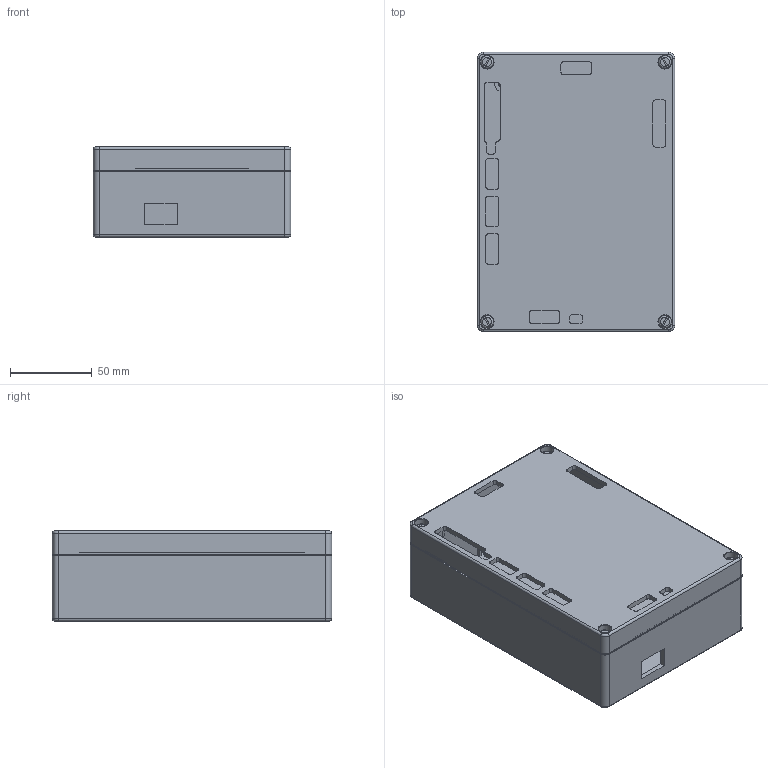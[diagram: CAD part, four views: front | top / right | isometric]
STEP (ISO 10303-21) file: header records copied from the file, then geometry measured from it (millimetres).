
FILE_DESCRIPTION(/* description */ (''),/* implementation_level */ '2;1');
FILE_NAME(/* name */ 'Enclosure Model.step',/* time_stamp */ '2020-01-11T10:59:32-06:00',/* author */ (''),/* organization */ (''),/* preprocessor_version */ 'ST-DEVELOPER v18',/* originating_system */ 'Autodesk Translation Framework v8.12.0.6',/* authorisation */ '');
FILE_SCHEMA (('AUTOMOTIVE_DESIGN { 1 0 10303 214 3 1 1 }'));
Length unit declared in the file: millimetre
Products named in the file (6): 7092K120_SEE-THROUGH WASHDOWN ENCLOSURE; hb2724 v2; *X0; *X1; *X2; *X3
Assembly tree (5 placements, depth 3):
  7092K120_SEE-THROUGH WASHDOWN ENCLOSURE
    hb2724 v2
      *X0
      *X1
      *X2
      *X3
Bounding box: 120.9 x 170.94 x 55.12 mm (x, y, z)
Volume: 222421.8 mm3; surface area: 150437.3 mm2
Topology: 2 solids, 2 shells, 406 faces, 1111 edges, 741 vertices
Faces by surface type: plane 212, cylinder 170, torus 24
Full cylindrical faces by diameter (mm): 2.972 x4, 4 x8, 4.763 x4, 7.493 x4, 7.938 x4, 8 x1, 8.001 x4, 11 x1
Entity records: 13351 total; most frequent: CARTESIAN_POINT 2413, DIRECTION 2360, ORIENTED_EDGE 2222, EDGE_CURVE 1111, AXIS2_PLACEMENT_3D 848, VERTEX_POINT 741, LINE 664, VECTOR 664
